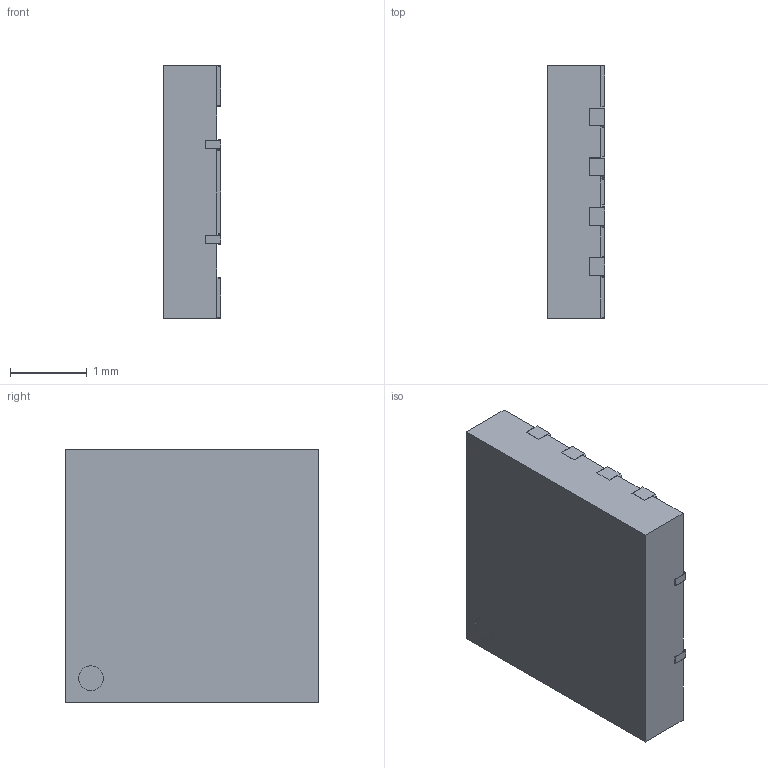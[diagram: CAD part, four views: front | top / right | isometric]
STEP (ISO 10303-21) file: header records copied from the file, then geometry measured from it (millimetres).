
FILE_DESCRIPTION (( 'STEP AP214' ), '1' );
FILE_NAME ('NTTFD4D0N04HLTWG.STEP', '2025-06-17T05:53:28', ( '' ), ( '' ), 'SwSTEP 2.0', 'SolidWorks 2024', '' );
FILE_SCHEMA (( 'AUTOMOTIVE_DESIGN' ));
Length unit declared in the file: millimetre
Products named in the file (1): NTTFD4D0N04HLTWG
Bounding box: 0.75 x 3.3 x 3.3 mm (x, y, z)
Volume: 7.9 mm3; surface area: 32.3 mm2
Topology: 1 solids, 1 shells, 129 faces, 378 edges, 252 vertices
Faces by surface type: plane 127, cylinder 2
Entity records: 4461 total; most frequent: CARTESIAN_POINT 760, ORIENTED_EDGE 756, DIRECTION 642, EDGE_CURVE 378, LINE 374, VECTOR 374, VERTEX_POINT 252, AXIS2_PLACEMENT_3D 134
